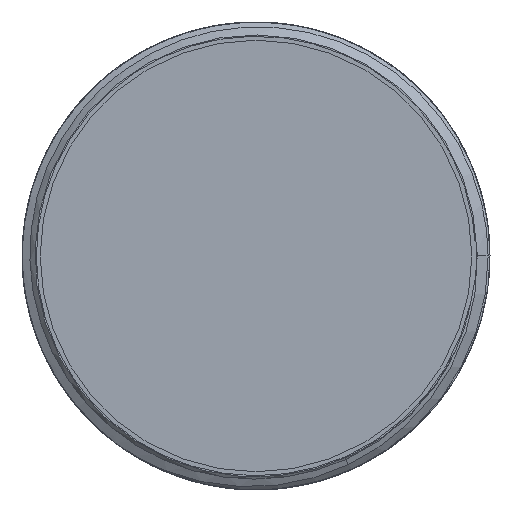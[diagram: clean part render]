
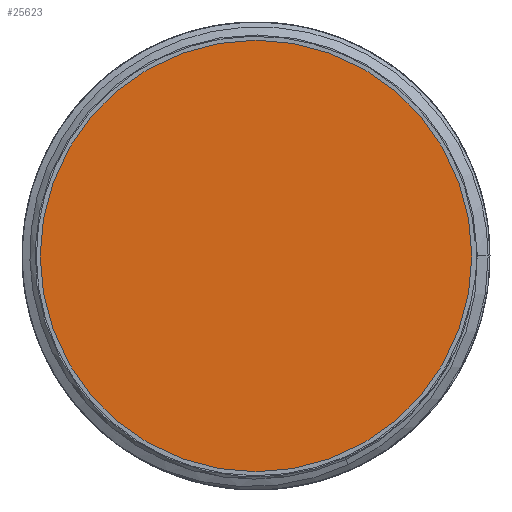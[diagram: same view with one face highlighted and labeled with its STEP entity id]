
A CAD part, front view. The second image highlights one B-rep face of the part: STEP entity #25623.
In plain terms, the highlighted planar face has unit normal (0, -1, 0).
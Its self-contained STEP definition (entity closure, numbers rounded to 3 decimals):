
#10412=CARTESIAN_POINT('',(0.,-0.2,0.));
#10413=DIRECTION('',(0.,-1.,0.));
#10414=DIRECTION('',(-1.,0.,0.));
#10415=AXIS2_PLACEMENT_3D('',#10412,#10413,#10414);
#10417=CARTESIAN_POINT('',(0.,-0.2,0.));
#10418=DIRECTION('',(0.,-1.,0.));
#10419=DIRECTION('',(1.,0.,0.));
#10420=AXIS2_PLACEMENT_3D('',#10417,#10418,#10419);
#14011=CARTESIAN_POINT('',(-8.3,-0.2,0.));
#14012=CARTESIAN_POINT('',(8.3,-0.2,0.));
#14013=VERTEX_POINT('',#14011);
#14014=VERTEX_POINT('',#14012);
#25614=CARTESIAN_POINT('',(0.,-0.2,0.));
#25615=DIRECTION('',(0.,-1.,0.));
#25616=DIRECTION('',(-1.,0.,0.));
#25617=AXIS2_PLACEMENT_3D('',#25614,#25615,#25616);
#25618=PLANE('',#25617);
#25619=ORIENTED_EDGE('',*,*,#25594,.F.);
#25620=ORIENTED_EDGE('',*,*,#25608,.F.);
#25621=EDGE_LOOP('',(#25619,#25620));
#25622=FACE_OUTER_BOUND('',#25621,.F.);
#25623=ADVANCED_FACE('',(#25622),#25618,.T.);
#10416=CIRCLE('',#10415,8.3);
#10421=CIRCLE('',#10420,8.3);
#25594=EDGE_CURVE('',#14013,#14014,#10416,.T.);
#25608=EDGE_CURVE('',#14014,#14013,#10421,.T.);
